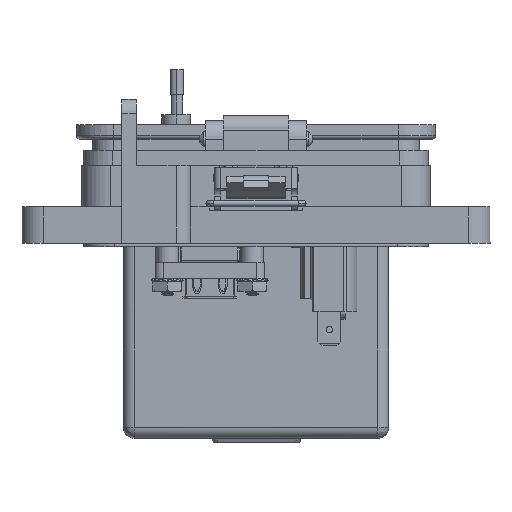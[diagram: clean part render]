
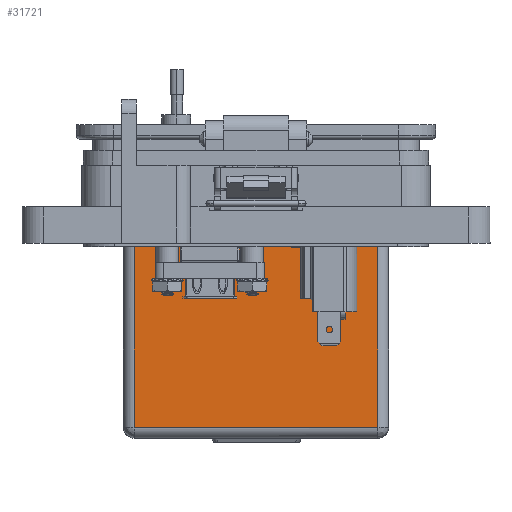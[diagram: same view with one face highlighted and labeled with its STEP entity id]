
A CAD part, front view. The second image highlights one B-rep face of the part: STEP entity #31721.
In plain terms, the highlighted planar face has unit normal (0, -1, 0).
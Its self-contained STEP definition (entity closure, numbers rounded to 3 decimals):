
#1612 = VERTEX_POINT ( 'NONE', #91404 ) ;
#1651 = VECTOR ( 'NONE', #74130, 1000. ) ;
#3310 = CARTESIAN_POINT ( 'NONE',  ( -2.825, -45.612, -12.212 ) ) ;
#4497 = CARTESIAN_POINT ( 'NONE',  ( -5.093, -45.612, -12.212 ) ) ;
#6004 = VERTEX_POINT ( 'NONE', #4497 ) ;
#6872 = DIRECTION ( 'NONE',  ( 0., 0., 1. ) ) ;
#8966 = AXIS2_PLACEMENT_3D ( 'NONE', #60088, #91530, #20886 ) ;
#10837 = VERTEX_POINT ( 'NONE', #15997 ) ;
#11242 = LINE ( 'NONE', #42670, #1651 ) ;
#12524 = ORIENTED_EDGE ( 'NONE', *, *, #38032, .F. ) ;
#14521 = DIRECTION ( 'NONE',  ( 0., 0., -1. ) ) ;
#15997 = CARTESIAN_POINT ( 'NONE',  ( -5.093, -45.612, -62.522 ) ) ;
#20886 = DIRECTION ( 'NONE',  ( 1., 0., 0. ) ) ;
#22111 = ORIENTED_EDGE ( 'NONE', *, *, #28774, .F. ) ;
#28572 = PLANE ( 'NONE',  #8966 ) ;
#28774 = EDGE_CURVE ( 'NONE', #1612, #97263, #46065, .T. ) ;
#31721 = ADVANCED_FACE ( 'NONE', ( #99266 ), #28572, .T. ) ;
#34686 = DIRECTION ( 'NONE',  ( -1., 0., 0. ) ) ;
#35753 = ORIENTED_EDGE ( 'NONE', *, *, #68843, .F. ) ;
#38032 = EDGE_CURVE ( 'NONE', #6004, #10837, #53701, .T. ) ;
#42670 = CARTESIAN_POINT ( 'NONE',  ( -21.856, -45.612, -62.522 ) ) ;
#43773 = EDGE_CURVE ( 'NONE', #6004, #97263, #73925, .T. ) ;
#46065 = LINE ( 'NONE', #77489, #60560 ) ;
#49369 = VECTOR ( 'NONE', #14521, 1000. ) ;
#53701 = LINE ( 'NONE', #85141, #49369 ) ;
#60088 = CARTESIAN_POINT ( 'NONE',  ( -5.093, -45.612, -65.552 ) ) ;
#60560 = VECTOR ( 'NONE', #6872, 1000. ) ;
#68843 = EDGE_CURVE ( 'NONE', #10837, #1612, #11242, .T. ) ;
#73925 = LINE ( 'NONE', #3310, #87914 ) ;
#74130 = DIRECTION ( 'NONE',  ( -1., 0., 0. ) ) ;
#77326 = EDGE_LOOP ( 'NONE', ( #96769, #22111, #35753, #12524 ) ) ;
#77489 = CARTESIAN_POINT ( 'NONE',  ( -72.146, -45.612, -65.552 ) ) ;
#85141 = CARTESIAN_POINT ( 'NONE',  ( -5.093, -45.612, -65.552 ) ) ;
#87914 = VECTOR ( 'NONE', #34686, 1000. ) ;
#91404 = CARTESIAN_POINT ( 'NONE',  ( -72.146, -45.612, -62.522 ) ) ;
#91530 = DIRECTION ( 'NONE',  ( 0., -1., 0. ) ) ;
#93931 = CARTESIAN_POINT ( 'NONE',  ( -72.146, -45.612, -12.212 ) ) ;
#96769 = ORIENTED_EDGE ( 'NONE', *, *, #43773, .T. ) ;
#97263 = VERTEX_POINT ( 'NONE', #93931 ) ;
#99266 = FACE_OUTER_BOUND ( 'NONE', #77326, .T. ) ;
